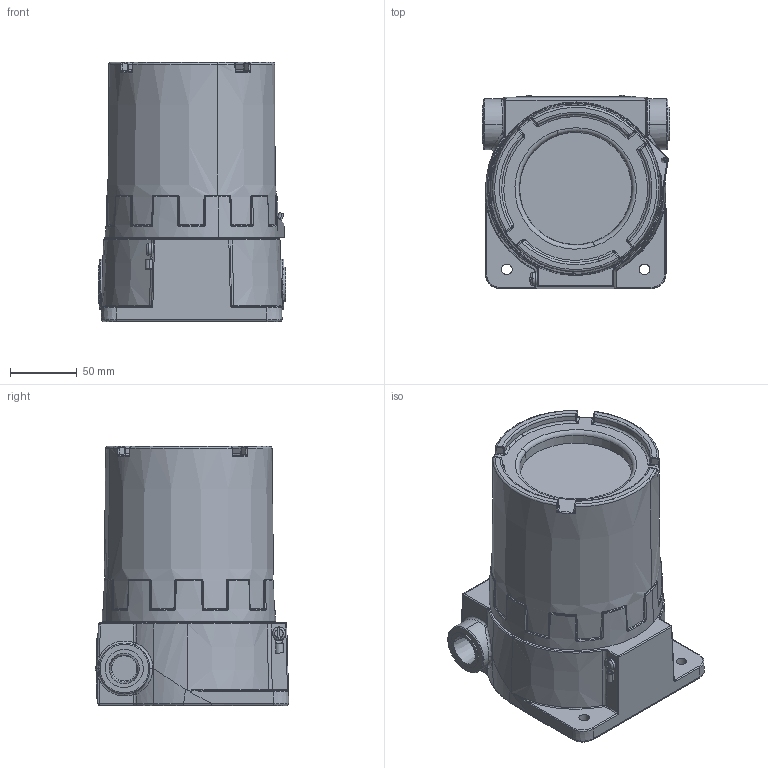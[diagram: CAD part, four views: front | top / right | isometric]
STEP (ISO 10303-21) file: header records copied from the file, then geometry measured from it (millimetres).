
FILE_DESCRIPTION (( 'STEP AP203' ), '1' );
FILE_NAME ('C2-BQ.STEP', '2022-06-03T17:42:18', ( '' ), ( '' ), 'SwSTEP 2.0', 'SolidWorks 2021', '' );
FILE_SCHEMA (( 'CONFIG_CONTROL_DESIGN' ));
Length unit declared in the file: inch
Products named in the file (6): 92196A535_92196A535; C2-BQ; 201109; 201181; IS2000_3D_straight; 91292A111_91292A111
Assembly tree (9 placements, depth 2):
  C2-BQ
    201109
    92196A535_92196A535  x2
    91292A111_91292A111  x4
    IS2000_3D_straight
    201181
Bounding box: 140.18 x 145.02 x 194.12 mm (x, y, z)
Volume: 1200370.9 mm3; surface area: 318338.7 mm2
Topology: 25 solids, 25 shells, 3614 faces, 9061 edges, 5487 vertices
Faces by surface type: bspline 1102, plane 913, cylinder 856, cone 447, torus 275, sphere 21
Entity records: 136844 total; most frequent: CARTESIAN_POINT 70951, ORIENTED_EDGE 15596, DIRECTION 10757, EDGE_CURVE 7798, VERTEX_POINT 4777, AXIS2_PLACEMENT_3D 4225, EDGE_LOOP 3273, FACE_OUTER_BOUND 3148
